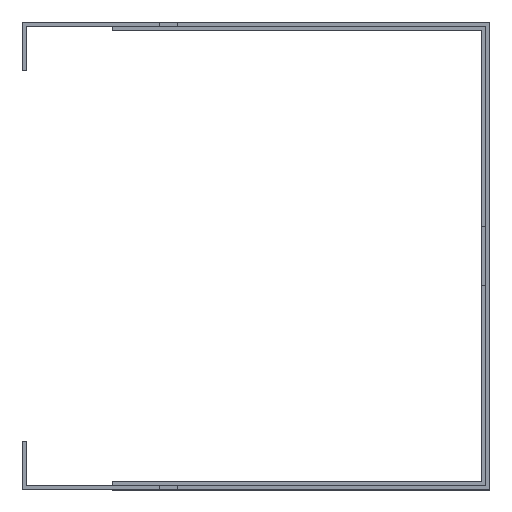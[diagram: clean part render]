
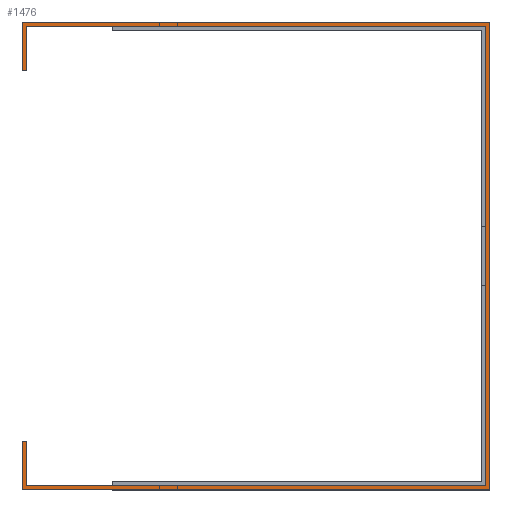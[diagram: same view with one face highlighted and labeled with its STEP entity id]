
A CAD part, left-side view. The second image highlights one B-rep face of the part: STEP entity #1476.
In plain terms, the highlighted planar face has unit normal (-1, 0, 0).
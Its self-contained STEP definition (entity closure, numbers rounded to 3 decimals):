
#5 = VECTOR ( 'NONE', #1319, 1000. ) ;
#15 = LINE ( 'NONE', #1653, #960 ) ;
#41 = VERTEX_POINT ( 'NONE', #535 ) ;
#54 = CARTESIAN_POINT ( 'NONE',  ( -2970., 80., -40. ) ) ;
#64 = DIRECTION ( 'NONE',  ( 0., 0., 1. ) ) ;
#65 = ORIENTED_EDGE ( 'NONE', *, *, #812, .T. ) ;
#69 = CARTESIAN_POINT ( 'NONE',  ( -2970., 0., -40. ) ) ;
#104 = VECTOR ( 'NONE', #1508, 1000. ) ;
#119 = CARTESIAN_POINT ( 'NONE',  ( -2970., 80., 40. ) ) ;
#123 = DIRECTION ( 'NONE',  ( 0., -1., 0. ) ) ;
#153 = VERTEX_POINT ( 'NONE', #1467 ) ;
#158 = EDGE_CURVE ( 'NONE', #652, #1558, #566, .T. ) ;
#169 = VECTOR ( 'NONE', #64, 1000. ) ;
#181 = CARTESIAN_POINT ( 'NONE',  ( -2970., 79.3, -39.3 ) ) ;
#191 = EDGE_CURVE ( 'NONE', #1456, #652, #1435, .T. ) ;
#270 = DIRECTION ( 'NONE',  ( 0., 0., 1. ) ) ;
#276 = VERTEX_POINT ( 'NONE', #706 ) ;
#308 = DIRECTION ( 'NONE',  ( 1., 0., 0. ) ) ;
#319 = ORIENTED_EDGE ( 'NONE', *, *, #158, .F. ) ;
#351 = VECTOR ( 'NONE', #1662, 1000. ) ;
#354 = VECTOR ( 'NONE', #1166, 1000. ) ;
#369 = VERTEX_POINT ( 'NONE', #1568 ) ;
#370 = DIRECTION ( 'NONE',  ( 0., 0., -1. ) ) ;
#394 = EDGE_CURVE ( 'NONE', #153, #276, #1475, .T. ) ;
#396 = CARTESIAN_POINT ( 'NONE',  ( -2970., 79.3, -31.7 ) ) ;
#399 = ORIENTED_EDGE ( 'NONE', *, *, #191, .F. ) ;
#403 = VERTEX_POINT ( 'NONE', #396 ) ;
#409 = DIRECTION ( 'NONE',  ( 0., 0., -1. ) ) ;
#413 = LINE ( 'NONE', #917, #934 ) ;
#509 = ORIENTED_EDGE ( 'NONE', *, *, #672, .F. ) ;
#523 = LINE ( 'NONE', #1667, #351 ) ;
#535 = CARTESIAN_POINT ( 'NONE',  ( -2970., 79.3, 39.3 ) ) ;
#543 = ORIENTED_EDGE ( 'NONE', *, *, #847, .F. ) ;
#553 = ORIENTED_EDGE ( 'NONE', *, *, #925, .T. ) ;
#566 = LINE ( 'NONE', #935, #1641 ) ;
#572 = CARTESIAN_POINT ( 'NONE',  ( -2970., 0.7, 39.3 ) ) ;
#607 = EDGE_CURVE ( 'NONE', #403, #1728, #1735, .T. ) ;
#611 = EDGE_CURVE ( 'NONE', #849, #369, #822, .T. ) ;
#625 = ORIENTED_EDGE ( 'NONE', *, *, #709, .T. ) ;
#636 = ORIENTED_EDGE ( 'NONE', *, *, #867, .T. ) ;
#652 = VERTEX_POINT ( 'NONE', #1404 ) ;
#670 = DIRECTION ( 'NONE',  ( 0., 0., 1. ) ) ;
#672 = EDGE_CURVE ( 'NONE', #1704, #740, #1234, .T. ) ;
#673 = CARTESIAN_POINT ( 'NONE',  ( -2970., 0., -40. ) ) ;
#703 = EDGE_CURVE ( 'NONE', #834, #849, #1551, .T. ) ;
#706 = CARTESIAN_POINT ( 'NONE',  ( -2970., 79.3, 39.3 ) ) ;
#709 = EDGE_CURVE ( 'NONE', #834, #932, #15, .T. ) ;
#721 = EDGE_CURVE ( 'NONE', #276, #722, #413, .T. ) ;
#722 = VERTEX_POINT ( 'NONE', #572 ) ;
#740 = VERTEX_POINT ( 'NONE', #54 ) ;
#745 = DIRECTION ( 'NONE',  ( 0., -1., 0. ) ) ;
#779 = EDGE_CURVE ( 'NONE', #740, #1728, #1171, .T. ) ;
#780 = ORIENTED_EDGE ( 'NONE', *, *, #929, .T. ) ;
#782 = LINE ( 'NONE', #1080, #1619 ) ;
#812 = EDGE_CURVE ( 'NONE', #41, #153, #1494, .T. ) ;
#822 = LINE ( 'NONE', #119, #1148 ) ;
#834 = VERTEX_POINT ( 'NONE', #1284 ) ;
#844 = ORIENTED_EDGE ( 'NONE', *, *, #891, .T. ) ;
#847 = EDGE_CURVE ( 'NONE', #369, #1704, #1400, .T. ) ;
#849 = VERTEX_POINT ( 'NONE', #1736 ) ;
#865 = CARTESIAN_POINT ( 'NONE',  ( -2970., 79.3, -31.7 ) ) ;
#867 = EDGE_CURVE ( 'NONE', #932, #41, #953, .T. ) ;
#891 = EDGE_CURVE ( 'NONE', #957, #1558, #523, .T. ) ;
#910 = PLANE ( 'NONE',  #1205 ) ;
#917 = CARTESIAN_POINT ( 'NONE',  ( -2970., 65., 39.3 ) ) ;
#919 = DIRECTION ( 'NONE',  ( 0., -1., 0. ) ) ;
#925 = EDGE_CURVE ( 'NONE', #1456, #403, #1688, .T. ) ;
#929 = EDGE_CURVE ( 'NONE', #722, #957, #782, .T. ) ;
#932 = VERTEX_POINT ( 'NONE', #1187 ) ;
#934 = VECTOR ( 'NONE', #919, 1000. ) ;
#935 = CARTESIAN_POINT ( 'NONE',  ( -2970., 79.3, -39.3 ) ) ;
#953 = LINE ( 'NONE', #1529, #1181 ) ;
#957 = VERTEX_POINT ( 'NONE', #1074 ) ;
#960 = VECTOR ( 'NONE', #745, 1000. ) ;
#974 = ORIENTED_EDGE ( 'NONE', *, *, #611, .F. ) ;
#1019 = VECTOR ( 'NONE', #1396, 1000. ) ;
#1037 = FACE_OUTER_BOUND ( 'NONE', #1705, .T. ) ;
#1056 = VECTOR ( 'NONE', #270, 1000. ) ;
#1074 = CARTESIAN_POINT ( 'NONE',  ( -2970., 0.7, -39.3 ) ) ;
#1080 = CARTESIAN_POINT ( 'NONE',  ( -2970., 0.7, 40. ) ) ;
#1148 = VECTOR ( 'NONE', #123, 1000. ) ;
#1160 = ORIENTED_EDGE ( 'NONE', *, *, #607, .T. ) ;
#1166 = DIRECTION ( 'NONE',  ( 0., 1., 0. ) ) ;
#1171 = LINE ( 'NONE', #1249, #169 ) ;
#1181 = VECTOR ( 'NONE', #670, 1000. ) ;
#1187 = CARTESIAN_POINT ( 'NONE',  ( -2970., 79.3, 31.7 ) ) ;
#1205 = AXIS2_PLACEMENT_3D ( 'NONE', #1224, #308, #1374 ) ;
#1209 = VECTOR ( 'NONE', #1481, 1000. ) ;
#1218 = ORIENTED_EDGE ( 'NONE', *, *, #394, .T. ) ;
#1224 = CARTESIAN_POINT ( 'NONE',  ( -2970., 79.3, -39.3 ) ) ;
#1225 = ORIENTED_EDGE ( 'NONE', *, *, #703, .F. ) ;
#1228 = VECTOR ( 'NONE', #1517, 1000. ) ;
#1234 = LINE ( 'NONE', #673, #5 ) ;
#1249 = CARTESIAN_POINT ( 'NONE',  ( -2970., 80., -31.7 ) ) ;
#1259 = ORIENTED_EDGE ( 'NONE', *, *, #721, .T. ) ;
#1284 = CARTESIAN_POINT ( 'NONE',  ( -2970., 80., 31.7 ) ) ;
#1319 = DIRECTION ( 'NONE',  ( 0., 1., 0. ) ) ;
#1374 = DIRECTION ( 'NONE',  ( 0., 0., -1. ) ) ;
#1377 = VECTOR ( 'NONE', #370, 1000. ) ;
#1396 = DIRECTION ( 'NONE',  ( 0., 0., 1. ) ) ;
#1400 = LINE ( 'NONE', #1426, #1377 ) ;
#1404 = CARTESIAN_POINT ( 'NONE',  ( -2970., 79.3, -39.3 ) ) ;
#1418 = CARTESIAN_POINT ( 'NONE',  ( -2970., 80., 39.3 ) ) ;
#1426 = CARTESIAN_POINT ( 'NONE',  ( -2970., 0., 40. ) ) ;
#1435 = LINE ( 'NONE', #1722, #104 ) ;
#1456 = VERTEX_POINT ( 'NONE', #1600 ) ;
#1467 = CARTESIAN_POINT ( 'NONE',  ( -2970., 79.3, 39.3 ) ) ;
#1471 = DIRECTION ( 'NONE',  ( 0., 0., -1. ) ) ;
#1475 = LINE ( 'NONE', #1621, #1019 ) ;
#1476 = ADVANCED_FACE ( 'NONE', ( #1037 ), #910, .F. ) ;
#1481 = DIRECTION ( 'NONE',  ( 0., 0., 1. ) ) ;
#1494 = LINE ( 'NONE', #1418, #1228 ) ;
#1508 = DIRECTION ( 'NONE',  ( 0., -1., 0. ) ) ;
#1517 = DIRECTION ( 'NONE',  ( 0., -1., 0. ) ) ;
#1529 = CARTESIAN_POINT ( 'NONE',  ( -2970., 79.3, 31.7 ) ) ;
#1538 = CARTESIAN_POINT ( 'NONE',  ( -2970., 80., 31.7 ) ) ;
#1551 = LINE ( 'NONE', #1538, #1209 ) ;
#1558 = VERTEX_POINT ( 'NONE', #181 ) ;
#1568 = CARTESIAN_POINT ( 'NONE',  ( -2970., 0., 40. ) ) ;
#1594 = ORIENTED_EDGE ( 'NONE', *, *, #779, .F. ) ;
#1600 = CARTESIAN_POINT ( 'NONE',  ( -2970., 79.3, -39.3 ) ) ;
#1619 = VECTOR ( 'NONE', #409, 1000. ) ;
#1621 = CARTESIAN_POINT ( 'NONE',  ( -2970., 79.3, 39.3 ) ) ;
#1641 = VECTOR ( 'NONE', #1471, 1000. ) ;
#1653 = CARTESIAN_POINT ( 'NONE',  ( -2970., 80., 31.7 ) ) ;
#1662 = DIRECTION ( 'NONE',  ( 0., 1., 0. ) ) ;
#1667 = CARTESIAN_POINT ( 'NONE',  ( -2970., 80., -39.3 ) ) ;
#1688 = LINE ( 'NONE', #865, #1056 ) ;
#1704 = VERTEX_POINT ( 'NONE', #69 ) ;
#1705 = EDGE_LOOP ( 'NONE', ( #509, #543, #974, #1225, #625, #636, #65, #1218, #1259, #780, #844, #319, #399, #553, #1160, #1594 ) ) ;
#1720 = CARTESIAN_POINT ( 'NONE',  ( -2970., 80., -31.7 ) ) ;
#1722 = CARTESIAN_POINT ( 'NONE',  ( -2970., 80., -39.3 ) ) ;
#1728 = VERTEX_POINT ( 'NONE', #1720 ) ;
#1735 = LINE ( 'NONE', #1752, #354 ) ;
#1736 = CARTESIAN_POINT ( 'NONE',  ( -2970., 80., 40. ) ) ;
#1752 = CARTESIAN_POINT ( 'NONE',  ( -2970., 79.3, -31.7 ) ) ;
